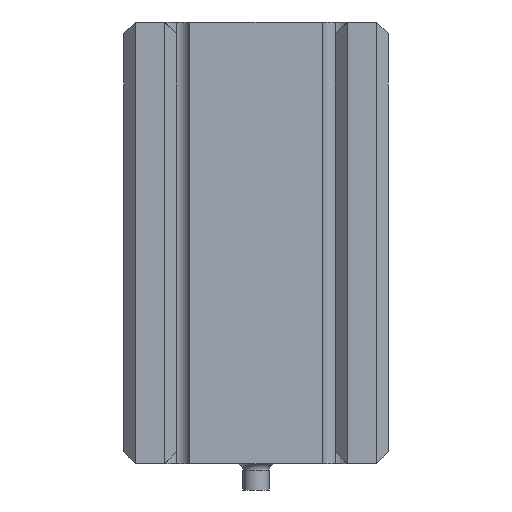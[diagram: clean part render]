
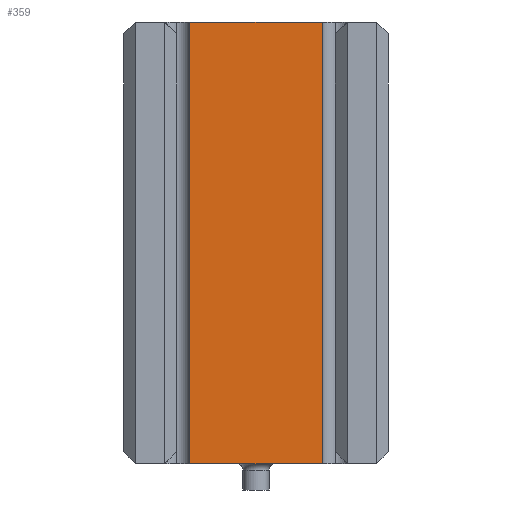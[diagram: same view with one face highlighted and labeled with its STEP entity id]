
A CAD part, left-side view. The second image highlights one B-rep face of the part: STEP entity #359.
In plain terms, the highlighted planar face has unit normal (-1, 0, 0).
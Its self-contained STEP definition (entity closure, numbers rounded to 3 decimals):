
#49 = VERTEX_POINT('',#50);
#50 = CARTESIAN_POINT('',(6.,5.,-16.667));
#57 = EDGE_CURVE('',#49,#58,#60,.T.);
#58 = VERTEX_POINT('',#59);
#59 = CARTESIAN_POINT('',(6.,-5.,-16.667));
#60 = LINE('',#61,#62);
#61 = CARTESIAN_POINT('',(6.,6.,-16.667));
#62 = VECTOR('',#63,1.);
#63 = DIRECTION('',(0.,-1.,0.));
#309 = VERTEX_POINT('',#310);
#310 = CARTESIAN_POINT('',(6.,5.,16.667));
#317 = EDGE_CURVE('',#49,#309,#318,.T.);
#318 = LINE('',#319,#320);
#319 = CARTESIAN_POINT('',(6.,5.,155.137));
#320 = VECTOR('',#321,1.);
#321 = DIRECTION('',(0.,0.,1.));
#359 = ADVANCED_FACE('',(#360),#378,.F.);
#360 = FACE_BOUND('',#361,.F.);
#361 = EDGE_LOOP('',(#362,#363,#364,#372));
#362 = ORIENTED_EDGE('',*,*,#57,.F.);
#363 = ORIENTED_EDGE('',*,*,#317,.T.);
#364 = ORIENTED_EDGE('',*,*,#365,.T.);
#365 = EDGE_CURVE('',#309,#366,#368,.T.);
#366 = VERTEX_POINT('',#367);
#367 = CARTESIAN_POINT('',(6.,-5.,16.667));
#368 = LINE('',#369,#370);
#369 = CARTESIAN_POINT('',(6.,6.,16.667));
#370 = VECTOR('',#371,1.);
#371 = DIRECTION('',(0.,-1.,0.));
#372 = ORIENTED_EDGE('',*,*,#373,.F.);
#373 = EDGE_CURVE('',#58,#366,#374,.T.);
#374 = LINE('',#375,#376);
#375 = CARTESIAN_POINT('',(6.,-5.,155.137));
#376 = VECTOR('',#377,1.);
#377 = DIRECTION('',(0.,0.,1.));
#378 = PLANE('',#379);
#379 = AXIS2_PLACEMENT_3D('',#380,#381,#382);
#380 = CARTESIAN_POINT('',(6.,6.,-16.667));
#381 = DIRECTION('',(1.,0.,0.));
#382 = DIRECTION('',(0.,-1.,0.));
